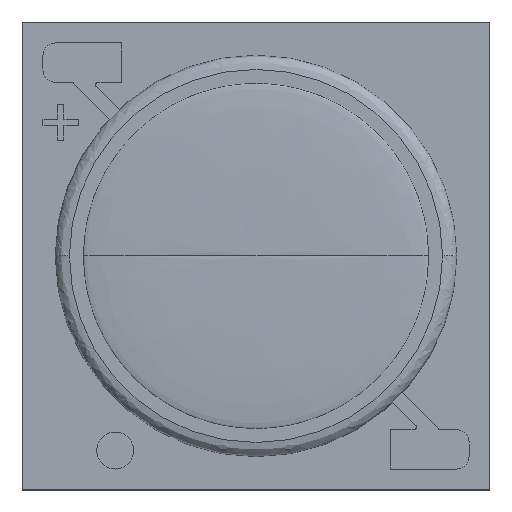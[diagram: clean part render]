
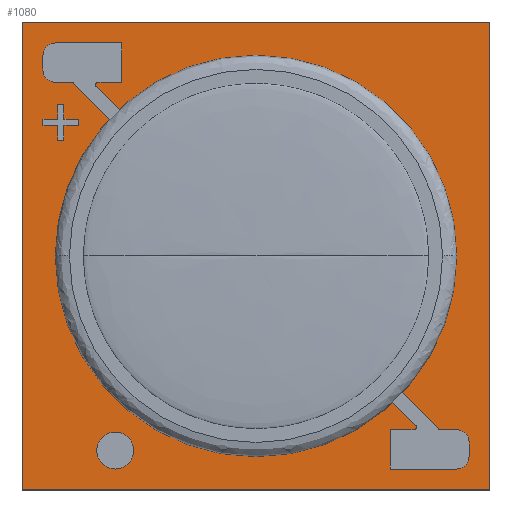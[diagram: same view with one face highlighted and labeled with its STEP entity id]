
A CAD part, top view. The second image highlights one B-rep face of the part: STEP entity #1080.
In plain terms, the highlighted planar face has unit normal (0, 0, 1).
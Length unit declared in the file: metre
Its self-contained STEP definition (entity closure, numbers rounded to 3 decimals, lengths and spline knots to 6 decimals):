
#3 = CARTESIAN_POINT ( 'NONE',  ( 0.0095, -0.0095, 0.001 ) ) ;
#62 = DIRECTION ( 'NONE',  ( 1., 0., 0. ) ) ;
#70 = PLANE ( 'NONE',  #1385 ) ;
#171 = DIRECTION ( 'NONE',  ( 0., 0., 1. ) ) ;
#183 = EDGE_CURVE ( 'NONE', #241, #1387, #1378, .T. ) ;
#188 = VECTOR ( 'NONE', #816, 1. ) ;
#241 = VERTEX_POINT ( 'NONE', #681 ) ;
#423 = VECTOR ( 'NONE', #1386, 1. ) ;
#540 = FACE_OUTER_BOUND ( 'NONE', #709, .T. ) ;
#551 = DIRECTION ( 'NONE',  ( -1., 0., 0. ) ) ;
#652 = VECTOR ( 'NONE', #551, 1. ) ;
#655 = VECTOR ( 'NONE', #1046, 1. ) ;
#681 = CARTESIAN_POINT ( 'NONE',  ( 0.0095, 0.0095, 0.001 ) ) ;
#696 = CARTESIAN_POINT ( 'NONE',  ( -0.0095, 0.0095, 0.001 ) ) ;
#709 = EDGE_LOOP ( 'NONE', ( #1629, #1603, #1700, #1732 ) ) ;
#816 = DIRECTION ( 'NONE',  ( 0., 1., 0. ) ) ;
#955 = EDGE_CURVE ( 'NONE', #1801, #1605, #1282, .T. ) ;
#986 = LINE ( 'NONE', #1995, #188 ) ;
#1046 = DIRECTION ( 'NONE',  ( 0., -1., 0. ) ) ;
#1080 = ADVANCED_FACE ( 'NONE', ( #540 ), #70, .T. ) ;
#1202 = LINE ( 'NONE', #696, #655 ) ;
#1211 = EDGE_CURVE ( 'NONE', #1387, #1801, #1202, .T. ) ;
#1282 = LINE ( 'NONE', #1988, #423 ) ;
#1342 = CARTESIAN_POINT ( 'NONE',  ( -0.0095, -0.0095, 0.001 ) ) ;
#1378 = LINE ( 'NONE', #2040, #652 ) ;
#1385 = AXIS2_PLACEMENT_3D ( 'NONE', #1646, #171, #62 ) ;
#1386 = DIRECTION ( 'NONE',  ( 1., 0., 0. ) ) ;
#1387 = VERTEX_POINT ( 'NONE', #2096 ) ;
#1603 = ORIENTED_EDGE ( 'NONE', *, *, #955, .T. ) ;
#1605 = VERTEX_POINT ( 'NONE', #3 ) ;
#1629 = ORIENTED_EDGE ( 'NONE', *, *, #1211, .T. ) ;
#1646 = CARTESIAN_POINT ( 'NONE',  ( 0., 0., 0.001 ) ) ;
#1700 = ORIENTED_EDGE ( 'NONE', *, *, #1804, .T. ) ;
#1732 = ORIENTED_EDGE ( 'NONE', *, *, #183, .T. ) ;
#1801 = VERTEX_POINT ( 'NONE', #1342 ) ;
#1804 = EDGE_CURVE ( 'NONE', #1605, #241, #986, .T. ) ;
#1988 = CARTESIAN_POINT ( 'NONE',  ( -0.0095, -0.0095, 0.001 ) ) ;
#1995 = CARTESIAN_POINT ( 'NONE',  ( 0.0095, 0.0095, 0.001 ) ) ;
#2040 = CARTESIAN_POINT ( 'NONE',  ( -0.0095, 0.0095, 0.001 ) ) ;
#2096 = CARTESIAN_POINT ( 'NONE',  ( -0.0095, 0.0095, 0.001 ) ) ;
